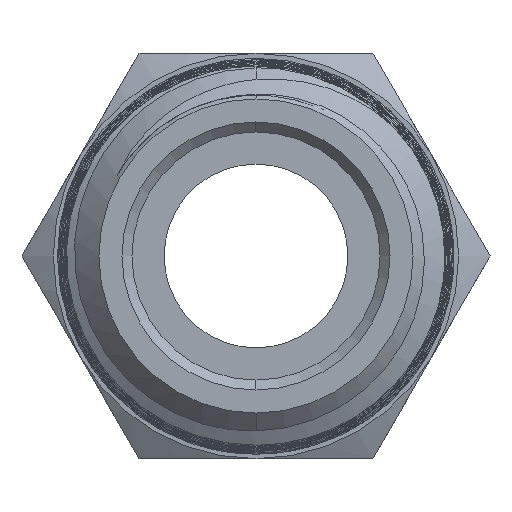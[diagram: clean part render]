
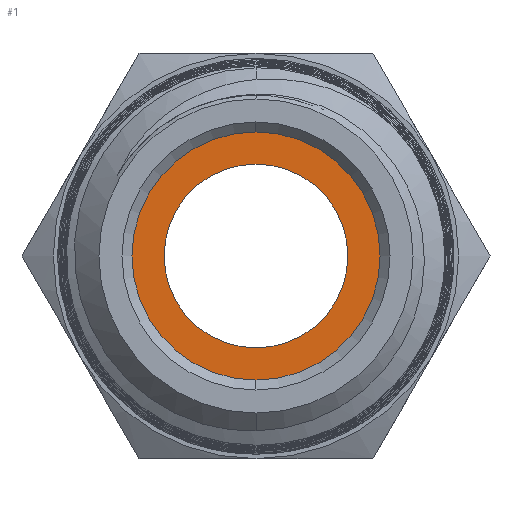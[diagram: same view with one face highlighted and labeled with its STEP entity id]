
A CAD part, left-side view. The second image highlights one B-rep face of the part: STEP entity #1.
In plain terms, the highlighted planar face has unit normal (-1, 0, 0).
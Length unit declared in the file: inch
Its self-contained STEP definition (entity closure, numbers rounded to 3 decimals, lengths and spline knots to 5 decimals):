
#1 = ADVANCED_FACE ( 'NONE', ( #2817, #1551 ), #2248, .T. ) ;
#134 = CARTESIAN_POINT ( 'NONE',  ( -0.07874, 0., 0. ) ) ;
#158 = EDGE_CURVE ( 'NONE', #2275, #3679, #5193, .T. ) ;
#186 = AXIS2_PLACEMENT_3D ( 'NONE', #5573, #5081, #1950 ) ;
#320 = EDGE_CURVE ( 'NONE', #1831, #3873, #4850, .T. ) ;
#379 = AXIS2_PLACEMENT_3D ( 'NONE', #873, #5799, #4867 ) ;
#677 = AXIS2_PLACEMENT_3D ( 'NONE', #923, #4052, #3166 ) ;
#806 = ORIENTED_EDGE ( 'NONE', *, *, #3274, .T. ) ;
#819 = DIRECTION ( 'NONE',  ( 0., 0., -1. ) ) ;
#873 = CARTESIAN_POINT ( 'NONE',  ( -0.07874, 0., 0. ) ) ;
#923 = CARTESIAN_POINT ( 'NONE',  ( -0.07874, 0., 0. ) ) ;
#1130 = EDGE_LOOP ( 'NONE', ( #4208, #3021 ) ) ;
#1475 = CARTESIAN_POINT ( 'NONE',  ( -0.07874, 0., -0.16875 ) ) ;
#1551 = FACE_OUTER_BOUND ( 'NONE', #4550, .T. ) ;
#1729 = DIRECTION ( 'NONE',  ( 1., 0., 0. ) ) ;
#1742 = ORIENTED_EDGE ( 'NONE', *, *, #320, .T. ) ;
#1831 = VERTEX_POINT ( 'NONE', #1475 ) ;
#1950 = DIRECTION ( 'NONE',  ( 0., 0., -1. ) ) ;
#2201 = CARTESIAN_POINT ( 'NONE',  ( -0.07874, 0., 0. ) ) ;
#2206 = CIRCLE ( 'NONE', #4997, 0.16875 ) ;
#2248 = PLANE ( 'NONE',  #677 ) ;
#2275 = VERTEX_POINT ( 'NONE', #3081 ) ;
#2363 = EDGE_CURVE ( 'NONE', #3679, #2275, #4044, .T. ) ;
#2417 = DIRECTION ( 'NONE',  ( -1., 0., 0. ) ) ;
#2817 = FACE_BOUND ( 'NONE', #1130, .T. ) ;
#2893 = DIRECTION ( 'NONE',  ( 0., 0., 1. ) ) ;
#3021 = ORIENTED_EDGE ( 'NONE', *, *, #158, .T. ) ;
#3081 = CARTESIAN_POINT ( 'NONE',  ( -0.07874, 0., -0.125 ) ) ;
#3166 = DIRECTION ( 'NONE',  ( 0., 0., 1. ) ) ;
#3274 = EDGE_CURVE ( 'NONE', #3873, #1831, #2206, .T. ) ;
#3679 = VERTEX_POINT ( 'NONE', #4031 ) ;
#3812 = AXIS2_PLACEMENT_3D ( 'NONE', #2201, #1729, #819 ) ;
#3873 = VERTEX_POINT ( 'NONE', #4916 ) ;
#4031 = CARTESIAN_POINT ( 'NONE',  ( -0.07874, 0., 0.125 ) ) ;
#4044 = CIRCLE ( 'NONE', #3812, 0.125 ) ;
#4052 = DIRECTION ( 'NONE',  ( -1., 0., 0. ) ) ;
#4208 = ORIENTED_EDGE ( 'NONE', *, *, #2363, .T. ) ;
#4550 = EDGE_LOOP ( 'NONE', ( #806, #1742 ) ) ;
#4850 = CIRCLE ( 'NONE', #379, 0.16875 ) ;
#4867 = DIRECTION ( 'NONE',  ( 0., 0., 1. ) ) ;
#4916 = CARTESIAN_POINT ( 'NONE',  ( -0.07874, 0., 0.16875 ) ) ;
#4997 = AXIS2_PLACEMENT_3D ( 'NONE', #134, #2417, #2893 ) ;
#5081 = DIRECTION ( 'NONE',  ( 1., 0., 0. ) ) ;
#5193 = CIRCLE ( 'NONE', #186, 0.125 ) ;
#5573 = CARTESIAN_POINT ( 'NONE',  ( -0.07874, 0., 0. ) ) ;
#5799 = DIRECTION ( 'NONE',  ( -1., 0., 0. ) ) ;
